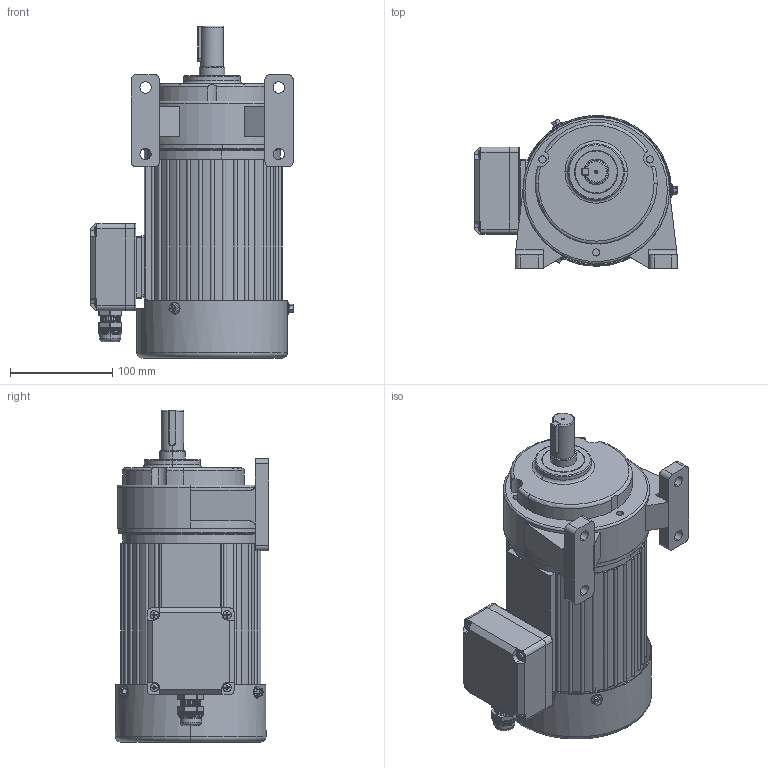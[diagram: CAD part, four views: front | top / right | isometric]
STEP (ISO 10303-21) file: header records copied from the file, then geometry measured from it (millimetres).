
FILE_DESCRIPTION (( 'STEP AP203' ), '1' );
FILE_NAME ('(標準品)G12H400W(5B35XXX100)(減速比共用).STEP', '2016-01-28T07:30:15', ( 'SE' ), ( 'SE' ), 'SwSTEP 2.0', 'SolidWorks 2010', '' );
FILE_SCHEMA (( 'CONFIG_CONTROL_DESIGN' ));
Length unit declared in the file: millimetre
Products named in the file (16): (標準品)G12H400W(5B35XXX100)(減速比共用); G12OS1-02; 7x7xL_35L; 出線盒上蓋; ･Xｽuｲｰｹﾔ､TH-UP3(PVC2mmｫp); 丸頭螺絲 M4 x35 --35N_JIS B 1111 Binding head screw M4 x 8 --8N; M400C1A; 400W煞車馬達後蓋SAB_90度; 400W風扇蓋145x56／缺口70(直角); G12-400C1; 油封42x25x8; 外六角內十字螺絲M5 x 10_ISO 4162 - M5 x 10 x 10-N; 成品-塑膠T盒; 出線盒下蓋; 出線頭 Ver.2; G12HBOX1
Assembly tree (20 placements, depth 3):
  (標準品)G12H400W(5B35XXX100)(減速比共用)
    G12-400C1
    7x7xL_35L
    M400C1A
    外六角內十字螺絲M5 x 10_ISO 4162 - M5 x 10 x 10-N  x3
    G12OS1-02
    G12HBOX1
    油封42x25x8
    成品-塑膠T盒
      ･Xｽuｲｰｹﾔ､TH-UP3(PVC2mmｫp)
      出線盒下蓋
      出線盒上蓋
      丸頭螺絲 M4 x35 --35N_JIS B 1111 Binding head screw M4 x 8 --8N  x4
      出線頭 Ver.2
    400W風扇蓋145x56／缺口70(直角)
    400W煞車馬達後蓋SAB_90度
Bounding box: 197.63 x 149.5 x 324 mm (x, y, z)
Volume: 3955771.9 mm3; surface area: 414222.4 mm2
Topology: 19 solids, 22 shells, 2606 faces, 6881 edges, 4346 vertices
Faces by surface type: cone 920, plane 812, cylinder 781, torus 61, bspline 18, sphere 14
Entity records: 51323 total; most frequent: CARTESIAN_POINT 10060, DIRECTION 8332, ORIENTED_EDGE 8186, EDGE_CURVE 4093, AXIS2_PLACEMENT_3D 2939, VERTEX_POINT 2617, VECTOR 2454, LINE 2454
